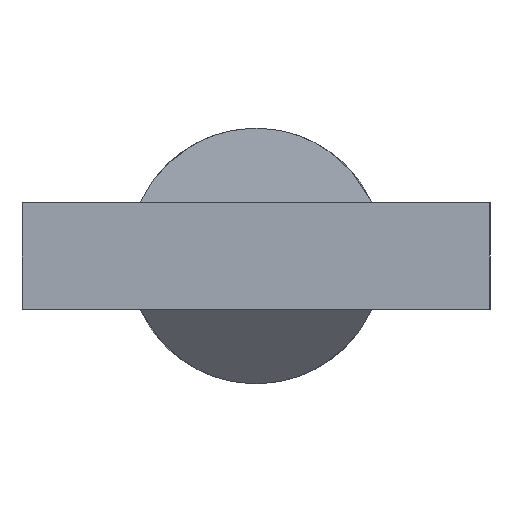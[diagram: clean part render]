
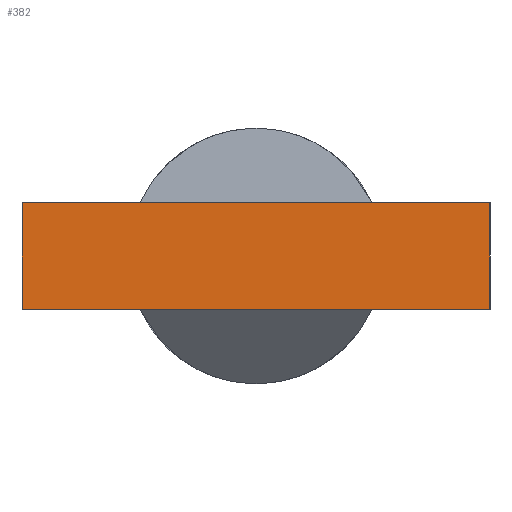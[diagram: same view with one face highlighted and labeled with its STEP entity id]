
A CAD part, left-side view. The second image highlights one B-rep face of the part: STEP entity #382.
In plain terms, the highlighted planar face has unit normal (-1, 0, 0).
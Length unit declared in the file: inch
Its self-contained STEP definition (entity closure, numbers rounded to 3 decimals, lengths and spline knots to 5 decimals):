
#80 = DIRECTION ( 'NONE',  ( 0., 0., -1. ) ) ;
#114 = DIRECTION ( 'NONE',  ( 0., -1., 0. ) ) ;
#123 = CARTESIAN_POINT ( 'NONE',  ( -1.55219, -0.21654, -0.04921 ) ) ;
#142 = DIRECTION ( 'NONE',  ( 0., 0., 1. ) ) ;
#171 = ORIENTED_EDGE ( 'NONE', *, *, #901, .F. ) ;
#219 = ORIENTED_EDGE ( 'NONE', *, *, #1427, .T. ) ;
#232 = DIRECTION ( 'NONE',  ( 1., 0., 0. ) ) ;
#355 = CARTESIAN_POINT ( 'NONE',  ( -1.55219, 0.21654, 0.04921 ) ) ;
#368 = VECTOR ( 'NONE', #114, 39.37008 ) ;
#382 = ADVANCED_FACE ( 'NONE', ( #1455 ), #1050, .F. ) ;
#503 = DIRECTION ( 'NONE',  ( 0., -1., 0. ) ) ;
#508 = ORIENTED_EDGE ( 'NONE', *, *, #1343, .T. ) ;
#510 = VERTEX_POINT ( 'NONE', #123 ) ;
#531 = CARTESIAN_POINT ( 'NONE',  ( -1.55219, 0.21654, 0.04921 ) ) ;
#537 = CARTESIAN_POINT ( 'NONE',  ( -1.55219, 0.21654, 0.04921 ) ) ;
#558 = EDGE_LOOP ( 'NONE', ( #219, #171, #647, #508 ) ) ;
#647 = ORIENTED_EDGE ( 'NONE', *, *, #940, .F. ) ;
#663 = CARTESIAN_POINT ( 'NONE',  ( -1.55219, 0.21654, -0.04921 ) ) ;
#669 = CARTESIAN_POINT ( 'NONE',  ( -1.55219, -0.21654, 0.04921 ) ) ;
#693 = VECTOR ( 'NONE', #142, 39.37008 ) ;
#769 = CARTESIAN_POINT ( 'NONE',  ( -1.55219, 0.21654, 0.04921 ) ) ;
#776 = VECTOR ( 'NONE', #503, 39.37008 ) ;
#784 = VERTEX_POINT ( 'NONE', #1420 ) ;
#887 = LINE ( 'NONE', #531, #693 ) ;
#901 = EDGE_CURVE ( 'NONE', #1500, #784, #906, .T. ) ;
#906 = LINE ( 'NONE', #769, #776 ) ;
#940 = EDGE_CURVE ( 'NONE', #1335, #1500, #887, .T. ) ;
#1050 = PLANE ( 'NONE',  #1092 ) ;
#1092 = AXIS2_PLACEMENT_3D ( 'NONE', #355, #232, #80 ) ;
#1153 = VECTOR ( 'NONE', #1614, 39.37008 ) ;
#1335 = VERTEX_POINT ( 'NONE', #663 ) ;
#1343 = EDGE_CURVE ( 'NONE', #1335, #510, #1505, .T. ) ;
#1420 = CARTESIAN_POINT ( 'NONE',  ( -1.55219, -0.21654, 0.04921 ) ) ;
#1427 = EDGE_CURVE ( 'NONE', #510, #784, #1738, .T. ) ;
#1451 = CARTESIAN_POINT ( 'NONE',  ( -1.55219, 0.21654, -0.04921 ) ) ;
#1455 = FACE_OUTER_BOUND ( 'NONE', #558, .T. ) ;
#1500 = VERTEX_POINT ( 'NONE', #537 ) ;
#1505 = LINE ( 'NONE', #1451, #368 ) ;
#1614 = DIRECTION ( 'NONE',  ( 0., 0., 1. ) ) ;
#1738 = LINE ( 'NONE', #669, #1153 ) ;
